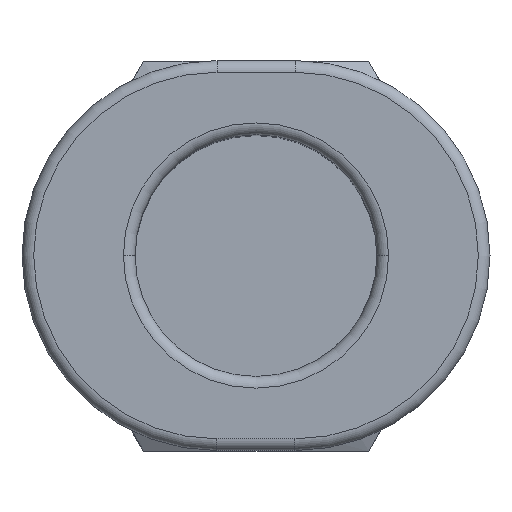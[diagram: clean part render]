
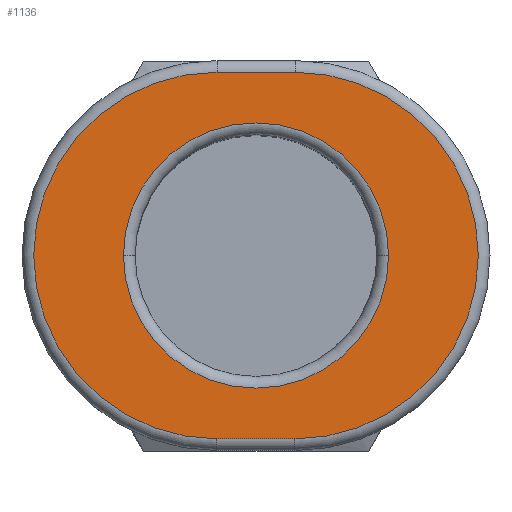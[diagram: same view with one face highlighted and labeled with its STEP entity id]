
A CAD part, top view. The second image highlights one B-rep face of the part: STEP entity #1136.
In plain terms, the highlighted planar face has unit normal (0, 0, 1).
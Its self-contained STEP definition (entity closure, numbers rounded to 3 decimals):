
#762=CARTESIAN_POINT('',(3.4,0.,9.25));
#763=VERTEX_POINT('',#762);
#771=CARTESIAN_POINT('',(-3.4,0.,9.25));
#772=VERTEX_POINT('',#771);
#773=CARTESIAN_POINT('',(0.0,0.,9.25));
#774=DIRECTION('',(0.0,0.0,1.0));
#775=DIRECTION('',(1.0,0.0,0.0));
#776=AXIS2_PLACEMENT_3D('',#773,#774,#775);
#777=CIRCLE('',#776,3.4);
#778=EDGE_CURVE('',#763,#772,#777,.T.);
#932=CARTESIAN_POINT('',(1.,4.7,9.25));
#933=VERTEX_POINT('',#932);
#934=CARTESIAN_POINT('',(1.0,-4.7,9.25));
#935=VERTEX_POINT('',#934);
#936=CARTESIAN_POINT('',(1.0,0.,9.25));
#937=DIRECTION('',(0.,0.,-1.0));
#938=DIRECTION('',(1.0,0.,0.));
#939=AXIS2_PLACEMENT_3D('',#936,#937,#938);
#940=CIRCLE('',#939,4.7);
#941=EDGE_CURVE('',#933,#935,#940,.T.);
#976=CARTESIAN_POINT('',(-1.0,-4.7,9.25));
#977=VERTEX_POINT('',#976);
#978=CARTESIAN_POINT('',(1.0,-4.7,9.25));
#979=DIRECTION('',(-1.0,0.0,0.0));
#980=VECTOR('',#979,2.0);
#981=LINE('',#978,#980);
#982=EDGE_CURVE('',#935,#977,#981,.T.);
#1016=CARTESIAN_POINT('',(-1.,4.7,9.25));
#1017=VERTEX_POINT('',#1016);
#1025=CARTESIAN_POINT('',(-1.,4.7,9.25));
#1026=DIRECTION('',(1.0,0.0,0.0));
#1027=VECTOR('',#1026,2.);
#1028=LINE('',#1025,#1027);
#1029=EDGE_CURVE('',#1017,#933,#1028,.T.);
#1040=CARTESIAN_POINT('',(-1.0,0.,9.25));
#1041=DIRECTION('',(0.0,0.0,-1.0));
#1042=DIRECTION('',(-1.0,0.0,0.0));
#1043=AXIS2_PLACEMENT_3D('',#1040,#1041,#1042);
#1044=CIRCLE('',#1043,4.7);
#1045=EDGE_CURVE('',#977,#1017,#1044,.T.);
#1115=CARTESIAN_POINT('',(0.,0.,9.25));
#1116=DIRECTION('',(0.0,0.0,-1.0));
#1117=DIRECTION('',(1.0,0.0,0.0));
#1118=AXIS2_PLACEMENT_3D('',#1115,#1116,#1117);
#1119=PLANE('',#1118);
#1120=ORIENTED_EDGE('',*,*,#941,.F.);
#1121=ORIENTED_EDGE('',*,*,#1029,.F.);
#1122=ORIENTED_EDGE('',*,*,#1045,.F.);
#1123=ORIENTED_EDGE('',*,*,#982,.F.);
#1124=EDGE_LOOP('',(#1120,#1121,#1122,#1123));
#1125=FACE_OUTER_BOUND('',#1124,.T.);
#1126=CARTESIAN_POINT('',(0.0,0.,9.25));
#1127=DIRECTION('',(0.0,0.0,1.0));
#1128=DIRECTION('',(1.0,0.0,0.0));
#1129=AXIS2_PLACEMENT_3D('',#1126,#1127,#1128);
#1130=CIRCLE('',#1129,3.4);
#1131=EDGE_CURVE('',#772,#763,#1130,.T.);
#1132=ORIENTED_EDGE('',*,*,#1131,.F.);
#1133=ORIENTED_EDGE('',*,*,#778,.F.);
#1134=EDGE_LOOP('',(#1132,#1133));
#1135=FACE_BOUND('',#1134,.T.);
#1136=ADVANCED_FACE('',(#1125,#1135),#1119,.F.);
